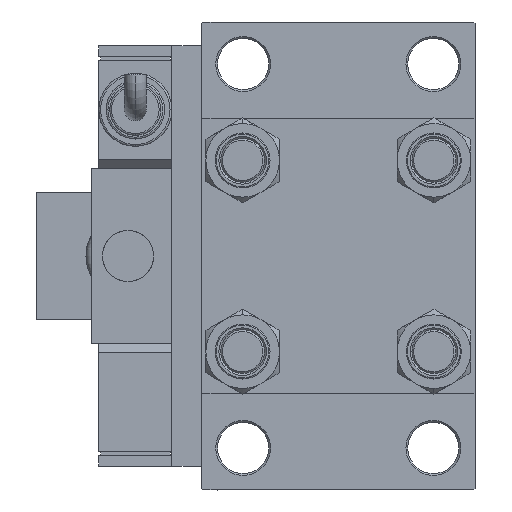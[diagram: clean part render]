
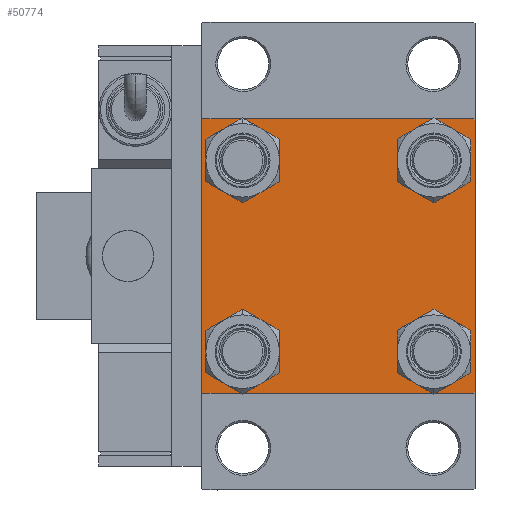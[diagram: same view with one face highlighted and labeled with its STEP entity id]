
A CAD part, left-side view. The second image highlights one B-rep face of the part: STEP entity #50774.
In plain terms, the highlighted planar face has unit normal (-1, 0, 0).
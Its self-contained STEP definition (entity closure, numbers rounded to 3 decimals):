
#12 = CIRCLE ( 'NONE', #34253, 6.5 ) ;
#243 = DIRECTION ( 'NONE',  ( 0., 0., 1. ) ) ;
#457 = FACE_BOUND ( 'NONE', #42024, .T. ) ;
#634 = EDGE_CURVE ( 'NONE', #2485, #53444, #49817, .T. ) ;
#980 = EDGE_LOOP ( 'NONE', ( #22580, #10458 ) ) ;
#1101 = EDGE_CURVE ( 'NONE', #12074, #45950, #48767, .T. ) ;
#1202 = CIRCLE ( 'NONE', #43587, 6.5 ) ;
#1679 = AXIS2_PLACEMENT_3D ( 'NONE', #32411, #49612, #53828 ) ;
#2132 = AXIS2_PLACEMENT_3D ( 'NONE', #27556, #35740, #23894 ) ;
#2485 = VERTEX_POINT ( 'NONE', #11093 ) ;
#2711 = VECTOR ( 'NONE', #36142, 1000. ) ;
#2992 = CIRCLE ( 'NONE', #10188, 6.5 ) ;
#3175 = ORIENTED_EDGE ( 'NONE', *, *, #42643, .T. ) ;
#3197 = VERTEX_POINT ( 'NONE', #32325 ) ;
#3300 = DIRECTION ( 'NONE',  ( 0., 0., 1. ) ) ;
#3433 = VERTEX_POINT ( 'NONE', #10268 ) ;
#3459 = ORIENTED_EDGE ( 'NONE', *, *, #52930, .F. ) ;
#3739 = CARTESIAN_POINT ( 'NONE',  ( 0., 26.15, -26.15 ) ) ;
#4478 = CARTESIAN_POINT ( 'NONE',  ( 0., -26.15, 26.15 ) ) ;
#5178 = DIRECTION ( 'NONE',  ( 0., 0., 1. ) ) ;
#5956 = LINE ( 'NONE', #40372, #2711 ) ;
#5957 = EDGE_CURVE ( 'NONE', #36227, #22902, #43626, .T. ) ;
#6616 = VECTOR ( 'NONE', #18159, 1000. ) ;
#7451 = EDGE_CURVE ( 'NONE', #39856, #3433, #50819, .T. ) ;
#7587 = ORIENTED_EDGE ( 'NONE', *, *, #45544, .T. ) ;
#7689 = CARTESIAN_POINT ( 'NONE',  ( 0., -37.5, 37. ) ) ;
#8373 = DIRECTION ( 'NONE',  ( 1., 0., 0. ) ) ;
#8713 = DIRECTION ( 'NONE',  ( 1., 0., 0. ) ) ;
#8895 = ORIENTED_EDGE ( 'NONE', *, *, #25065, .T. ) ;
#9475 = DIRECTION ( 'NONE',  ( -1., 0., 0. ) ) ;
#9555 = ORIENTED_EDGE ( 'NONE', *, *, #21953, .T. ) ;
#9798 = DIRECTION ( 'NONE',  ( 0., 0., -1. ) ) ;
#10188 = AXIS2_PLACEMENT_3D ( 'NONE', #31684, #27441, #5178 ) ;
#10268 = CARTESIAN_POINT ( 'NONE',  ( 0., -37., 37.5 ) ) ;
#10458 = ORIENTED_EDGE ( 'NONE', *, *, #38716, .T. ) ;
#11093 = CARTESIAN_POINT ( 'NONE',  ( 0., 37., 37.5 ) ) ;
#12074 = VERTEX_POINT ( 'NONE', #12725 ) ;
#12204 = DIRECTION ( 'NONE',  ( 1., 0., 0. ) ) ;
#12725 = CARTESIAN_POINT ( 'NONE',  ( 0., 26.15, -32.65 ) ) ;
#13263 = DIRECTION ( 'NONE',  ( 0., -0.707, -0.707 ) ) ;
#13437 = CIRCLE ( 'NONE', #1679, 6.5 ) ;
#13538 = CARTESIAN_POINT ( 'NONE',  ( 0., 37.25, -37.25 ) ) ;
#14036 = LINE ( 'NONE', #48440, #25141 ) ;
#16124 = DIRECTION ( 'NONE',  ( 0., 0., 1. ) ) ;
#16835 = VERTEX_POINT ( 'NONE', #53679 ) ;
#17128 = VERTEX_POINT ( 'NONE', #55010 ) ;
#17343 = EDGE_CURVE ( 'NONE', #42348, #16835, #13437, .T. ) ;
#17398 = DIRECTION ( 'NONE',  ( 0., 0., 1. ) ) ;
#17881 = LINE ( 'NONE', #26347, #6616 ) ;
#17942 = PLANE ( 'NONE',  #33004 ) ;
#18159 = DIRECTION ( 'NONE',  ( 0., -1., 0. ) ) ;
#18914 = LINE ( 'NONE', #22334, #39235 ) ;
#19796 = DIRECTION ( 'NONE',  ( 1., 0., 0. ) ) ;
#19921 = DIRECTION ( 'NONE',  ( 0., 0.707, -0.707 ) ) ;
#20592 = ORIENTED_EDGE ( 'NONE', *, *, #42096, .T. ) ;
#21291 = AXIS2_PLACEMENT_3D ( 'NONE', #4478, #8713, #243 ) ;
#21953 = EDGE_CURVE ( 'NONE', #3197, #25866, #5956, .T. ) ;
#22334 = CARTESIAN_POINT ( 'NONE',  ( 0., 37.5, -37.5 ) ) ;
#22580 = ORIENTED_EDGE ( 'NONE', *, *, #5957, .T. ) ;
#22902 = VERTEX_POINT ( 'NONE', #55015 ) ;
#22945 = DIRECTION ( 'NONE',  ( 1., 0., 0. ) ) ;
#23894 = DIRECTION ( 'NONE',  ( 0., 0., 1. ) ) ;
#24464 = AXIS2_PLACEMENT_3D ( 'NONE', #3739, #12204, #29409 ) ;
#24675 = CARTESIAN_POINT ( 'NONE',  ( 0., -37.5, 37.5 ) ) ;
#24840 = ORIENTED_EDGE ( 'NONE', *, *, #17343, .T. ) ;
#24988 = CARTESIAN_POINT ( 'NONE',  ( 0., 37.25, 37.25 ) ) ;
#25065 = EDGE_CURVE ( 'NONE', #17128, #38497, #52252, .T. ) ;
#25141 = VECTOR ( 'NONE', #9798, 1000. ) ;
#25851 = FACE_BOUND ( 'NONE', #980, .T. ) ;
#25866 = VERTEX_POINT ( 'NONE', #34946 ) ;
#26347 = CARTESIAN_POINT ( 'NONE',  ( 0., 37.5, 37.5 ) ) ;
#26834 = CARTESIAN_POINT ( 'NONE',  ( 0., -26.15, 19.65 ) ) ;
#27441 = DIRECTION ( 'NONE',  ( 1., 0., 0. ) ) ;
#27556 = CARTESIAN_POINT ( 'NONE',  ( 0., 26.15, 26.15 ) ) ;
#28511 = ORIENTED_EDGE ( 'NONE', *, *, #31785, .T. ) ;
#29327 = ORIENTED_EDGE ( 'NONE', *, *, #1101, .T. ) ;
#29409 = DIRECTION ( 'NONE',  ( 0., 0., 1. ) ) ;
#29671 = CARTESIAN_POINT ( 'NONE',  ( 0., -37.25, 37.25 ) ) ;
#30320 = EDGE_CURVE ( 'NONE', #53444, #49452, #14036, .T. ) ;
#30730 = CARTESIAN_POINT ( 'NONE',  ( 0., 37., -37.5 ) ) ;
#30916 = FACE_BOUND ( 'NONE', #37630, .T. ) ;
#31684 = CARTESIAN_POINT ( 'NONE',  ( 0., 26.15, 26.15 ) ) ;
#31785 = EDGE_CURVE ( 'NONE', #45950, #12074, #12, .T. ) ;
#32325 = CARTESIAN_POINT ( 'NONE',  ( 0., -37., -37.5 ) ) ;
#32411 = CARTESIAN_POINT ( 'NONE',  ( 0., -26.15, 26.15 ) ) ;
#33004 = AXIS2_PLACEMENT_3D ( 'NONE', #43049, #9475, #17398 ) ;
#33054 = ORIENTED_EDGE ( 'NONE', *, *, #38688, .F. ) ;
#34095 = VERTEX_POINT ( 'NONE', #30730 ) ;
#34253 = AXIS2_PLACEMENT_3D ( 'NONE', #41534, #19796, #16124 ) ;
#34946 = CARTESIAN_POINT ( 'NONE',  ( 0., -37.5, -37. ) ) ;
#35074 = ORIENTED_EDGE ( 'NONE', *, *, #7451, .T. ) ;
#35740 = DIRECTION ( 'NONE',  ( 1., 0., 0. ) ) ;
#36142 = DIRECTION ( 'NONE',  ( 0., -0.707, 0.707 ) ) ;
#36227 = VERTEX_POINT ( 'NONE', #43950 ) ;
#36413 = DIRECTION ( 'NONE',  ( 0., -1., 0. ) ) ;
#36941 = AXIS2_PLACEMENT_3D ( 'NONE', #37704, #8373, #3300 ) ;
#37630 = EDGE_LOOP ( 'NONE', ( #53926, #24840 ) ) ;
#37704 = CARTESIAN_POINT ( 'NONE',  ( 0., -26.15, -26.15 ) ) ;
#38497 = VERTEX_POINT ( 'NONE', #46247 ) ;
#38549 = FACE_BOUND ( 'NONE', #45487, .T. ) ;
#38688 = EDGE_CURVE ( 'NONE', #2485, #3433, #17881, .T. ) ;
#38716 = EDGE_CURVE ( 'NONE', #22902, #36227, #2992, .T. ) ;
#39235 = VECTOR ( 'NONE', #36413, 1000. ) ;
#39379 = FACE_OUTER_BOUND ( 'NONE', #43260, .T. ) ;
#39856 = VERTEX_POINT ( 'NONE', #7689 ) ;
#40372 = CARTESIAN_POINT ( 'NONE',  ( 0., -37.25, -37.25 ) ) ;
#40425 = ORIENTED_EDGE ( 'NONE', *, *, #30320, .T. ) ;
#41534 = CARTESIAN_POINT ( 'NONE',  ( 0., 26.15, -26.15 ) ) ;
#41879 = LINE ( 'NONE', #24675, #42142 ) ;
#42024 = EDGE_LOOP ( 'NONE', ( #28511, #29327 ) ) ;
#42096 = EDGE_CURVE ( 'NONE', #38497, #17128, #1202, .T. ) ;
#42142 = VECTOR ( 'NONE', #54807, 1000. ) ;
#42212 = CARTESIAN_POINT ( 'NONE',  ( 0., 37.5, -37. ) ) ;
#42348 = VERTEX_POINT ( 'NONE', #26834 ) ;
#42643 = EDGE_CURVE ( 'NONE', #49452, #34095, #47388, .T. ) ;
#43049 = CARTESIAN_POINT ( 'NONE',  ( 0., 0., 0. ) ) ;
#43260 = EDGE_LOOP ( 'NONE', ( #40425, #3175, #7587, #9555, #3459, #35074, #33054, #49614 ) ) ;
#43587 = AXIS2_PLACEMENT_3D ( 'NONE', #49162, #22945, #53942 ) ;
#43626 = CIRCLE ( 'NONE', #2132, 6.5 ) ;
#43950 = CARTESIAN_POINT ( 'NONE',  ( 0., 26.15, 32.65 ) ) ;
#45487 = EDGE_LOOP ( 'NONE', ( #8895, #20592 ) ) ;
#45544 = EDGE_CURVE ( 'NONE', #34095, #3197, #18914, .T. ) ;
#45610 = CIRCLE ( 'NONE', #21291, 6.5 ) ;
#45950 = VERTEX_POINT ( 'NONE', #55769 ) ;
#46247 = CARTESIAN_POINT ( 'NONE',  ( 0., -26.15, -32.65 ) ) ;
#46357 = VECTOR ( 'NONE', #46874, 1000. ) ;
#46874 = DIRECTION ( 'NONE',  ( 0., 0.707, 0.707 ) ) ;
#47388 = LINE ( 'NONE', #13538, #50771 ) ;
#48440 = CARTESIAN_POINT ( 'NONE',  ( 0., 37.5, 37.5 ) ) ;
#48767 = CIRCLE ( 'NONE', #24464, 6.5 ) ;
#49162 = CARTESIAN_POINT ( 'NONE',  ( 0., -26.15, -26.15 ) ) ;
#49452 = VERTEX_POINT ( 'NONE', #42212 ) ;
#49612 = DIRECTION ( 'NONE',  ( 1., 0., 0. ) ) ;
#49614 = ORIENTED_EDGE ( 'NONE', *, *, #634, .T. ) ;
#49817 = LINE ( 'NONE', #24988, #54145 ) ;
#50432 = EDGE_CURVE ( 'NONE', #16835, #42348, #45610, .T. ) ;
#50771 = VECTOR ( 'NONE', #13263, 1000. ) ;
#50774 = ADVANCED_FACE ( 'NONE', ( #30916, #38549, #457, #25851, #39379 ), #17942, .T. ) ;
#50819 = LINE ( 'NONE', #29671, #46357 ) ;
#52252 = CIRCLE ( 'NONE', #36941, 6.5 ) ;
#52930 = EDGE_CURVE ( 'NONE', #39856, #25866, #41879, .T. ) ;
#53444 = VERTEX_POINT ( 'NONE', #55799 ) ;
#53679 = CARTESIAN_POINT ( 'NONE',  ( 0., -26.15, 32.65 ) ) ;
#53828 = DIRECTION ( 'NONE',  ( 0., 0., 1. ) ) ;
#53926 = ORIENTED_EDGE ( 'NONE', *, *, #50432, .T. ) ;
#53942 = DIRECTION ( 'NONE',  ( 0., 0., 1. ) ) ;
#54145 = VECTOR ( 'NONE', #19921, 1000. ) ;
#54807 = DIRECTION ( 'NONE',  ( 0., 0., -1. ) ) ;
#55010 = CARTESIAN_POINT ( 'NONE',  ( 0., -26.15, -19.65 ) ) ;
#55015 = CARTESIAN_POINT ( 'NONE',  ( 0., 26.15, 19.65 ) ) ;
#55769 = CARTESIAN_POINT ( 'NONE',  ( 0., 26.15, -19.65 ) ) ;
#55799 = CARTESIAN_POINT ( 'NONE',  ( 0., 37.5, 37. ) ) ;
